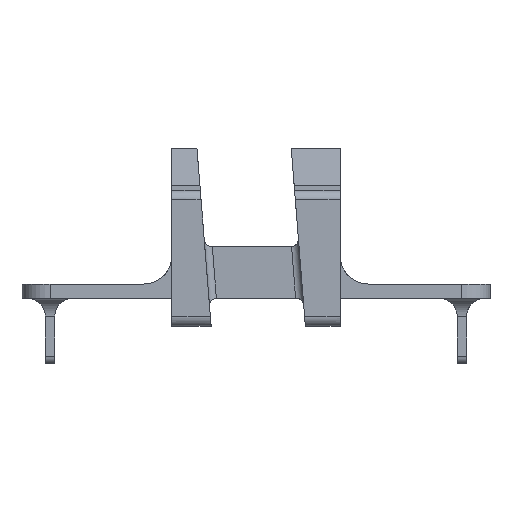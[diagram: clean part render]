
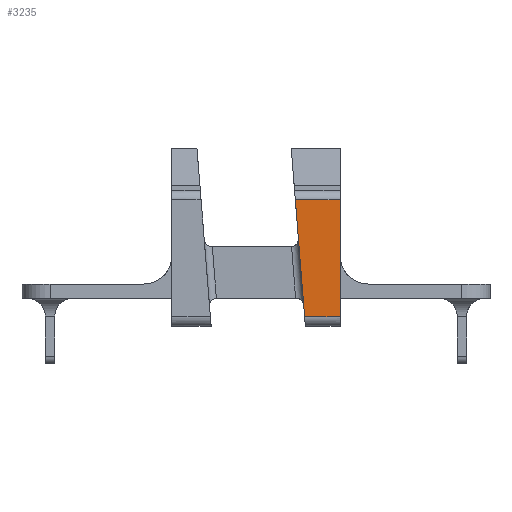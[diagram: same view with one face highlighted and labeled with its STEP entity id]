
A CAD part, left-side view. The second image highlights one B-rep face of the part: STEP entity #3235.
In plain terms, the highlighted planar face has unit normal (-1, 0, 0).
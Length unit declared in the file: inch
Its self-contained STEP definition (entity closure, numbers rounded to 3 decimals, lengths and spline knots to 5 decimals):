
#341 = FACE_OUTER_BOUND ( 'NONE', #3474, .T. ) ;
#539 = LINE ( 'NONE', #1555, #541 ) ;
#541 = VECTOR ( 'NONE', #1544, 39.37008 ) ;
#1025 = CARTESIAN_POINT ( 'NONE',  ( -6.4375, -0.51509, 1.3125 ) ) ;
#1026 = DIRECTION ( 'NONE',  ( 0., 1., 0. ) ) ;
#1544 = DIRECTION ( 'NONE',  ( 0., 0.079, 0.997 ) ) ;
#1555 = CARTESIAN_POINT ( 'NONE',  ( -6.4375, -0.61456, 0.1875 ) ) ;
#1743 = AXIS2_PLACEMENT_3D ( 'NONE', #2696, #2700, #2701 ) ;
#2035 = LINE ( 'NONE', #4119, #2040 ) ;
#2036 = LINE ( 'NONE', #4112, #2038 ) ;
#2038 = VECTOR ( 'NONE', #4115, 39.37008 ) ;
#2040 = VECTOR ( 'NONE', #4124, 39.37008 ) ;
#2253 = LINE ( 'NONE', #1025, #2256 ) ;
#2256 = VECTOR ( 'NONE', #1026, 39.37008 ) ;
#2396 = VERTEX_POINT ( 'NONE', #2831 ) ;
#2469 = VERTEX_POINT ( 'NONE', #2537 ) ;
#2470 = VERTEX_POINT ( 'NONE', #2538 ) ;
#2471 = VERTEX_POINT ( 'NONE', #2539 ) ;
#2537 = CARTESIAN_POINT ( 'NONE',  ( -6.4375, -0.52504, 1.3125 ) ) ;
#2538 = CARTESIAN_POINT ( 'NONE',  ( -6.4375, -1.125, -0.25 ) ) ;
#2539 = CARTESIAN_POINT ( 'NONE',  ( -6.4375, -0.64938, -0.25 ) ) ;
#2695 = PLANE ( 'NONE',  #1743 ) ;
#2696 = CARTESIAN_POINT ( 'NONE',  ( -6.4375, 0., 0. ) ) ;
#2700 = DIRECTION ( 'NONE',  ( -1., 0., 0. ) ) ;
#2701 = DIRECTION ( 'NONE',  ( 0., 0., -1. ) ) ;
#2831 = CARTESIAN_POINT ( 'NONE',  ( -6.4375, -1.125, 1.3125 ) ) ;
#3052 = ORIENTED_EDGE ( 'NONE', *, *, #3968, .T. ) ;
#3054 = ORIENTED_EDGE ( 'NONE', *, *, #3810, .T. ) ;
#3157 = ORIENTED_EDGE ( 'NONE', *, *, #3811, .T. ) ;
#3159 = ORIENTED_EDGE ( 'NONE', *, *, #3656, .F. ) ;
#3235 = ADVANCED_FACE ( 'NONE', ( #341 ), #2695, .T. ) ;
#3474 = EDGE_LOOP ( 'NONE', ( #3054, #3052, #3159, #3157 ) ) ;
#3656 = EDGE_CURVE ( 'NONE', #2471, #2469, #539, .T. ) ;
#3810 = EDGE_CURVE ( 'NONE', #2470, #2396, #2036, .T. ) ;
#3811 = EDGE_CURVE ( 'NONE', #2471, #2470, #2035, .T. ) ;
#3968 = EDGE_CURVE ( 'NONE', #2396, #2469, #2253, .T. ) ;
#4112 = CARTESIAN_POINT ( 'NONE',  ( -6.4375, -1.125, -0.3125 ) ) ;
#4115 = DIRECTION ( 'NONE',  ( 0., 0., 1. ) ) ;
#4119 = CARTESIAN_POINT ( 'NONE',  ( -6.4375, -1.125, -0.25 ) ) ;
#4124 = DIRECTION ( 'NONE',  ( 0., -1., 0. ) ) ;
